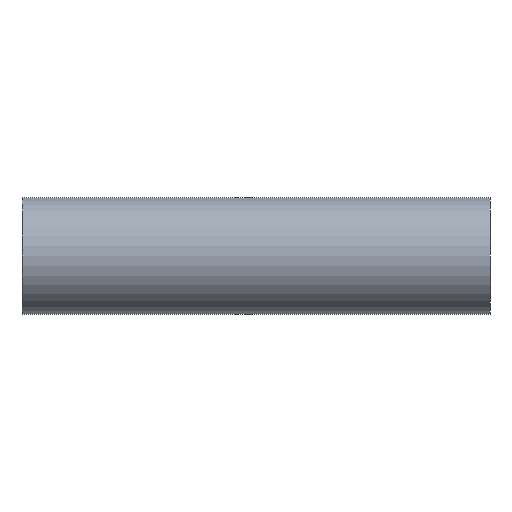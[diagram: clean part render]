
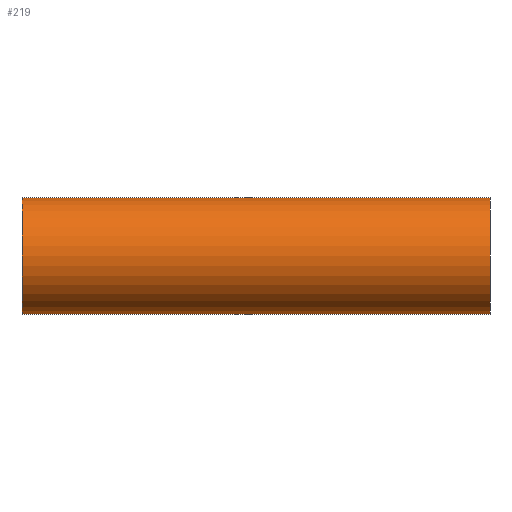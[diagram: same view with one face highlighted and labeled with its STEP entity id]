
A CAD part, left-side view. The second image highlights one B-rep face of the part: STEP entity #219.
In plain terms, the highlighted cylindrical face has radius 6.346 mm (diameter 12.692 mm), a partial arc.
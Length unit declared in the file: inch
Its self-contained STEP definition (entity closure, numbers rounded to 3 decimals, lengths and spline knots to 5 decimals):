
#2 = DIRECTION ( 'NONE',  ( 0., 1., 0. ) ) ;
#4 = CARTESIAN_POINT ( 'NONE',  ( 0., 2., -0.24985 ) ) ;
#7 = LINE ( 'NONE', #202, #145 ) ;
#9 = DIRECTION ( 'NONE',  ( 0., 0., 1. ) ) ;
#11 = CARTESIAN_POINT ( 'NONE',  ( 0., 2., 0. ) ) ;
#12 = CIRCLE ( 'NONE', #234, 0.24985 ) ;
#14 = CARTESIAN_POINT ( 'NONE',  ( 0., 0., -0.24985 ) ) ;
#17 = VECTOR ( 'NONE', #80, 39.37008 ) ;
#25 = LINE ( 'NONE', #118, #17 ) ;
#29 = VERTEX_POINT ( 'NONE', #113 ) ;
#37 = ORIENTED_EDGE ( 'NONE', *, *, #162, .F. ) ;
#38 = CARTESIAN_POINT ( 'NONE',  ( 0., 0., 0. ) ) ;
#42 = DIRECTION ( 'NONE',  ( 0., 0., -1. ) ) ;
#48 = VERTEX_POINT ( 'NONE', #114 ) ;
#52 = EDGE_LOOP ( 'NONE', ( #37, #92, #155, #127 ) ) ;
#56 = DIRECTION ( 'NONE',  ( 0., 0., 1. ) ) ;
#58 = DIRECTION ( 'NONE',  ( 0., 1., 0. ) ) ;
#80 = DIRECTION ( 'NONE',  ( 0., -1., 0. ) ) ;
#83 = AXIS2_PLACEMENT_3D ( 'NONE', #11, #58, #56 ) ;
#92 = ORIENTED_EDGE ( 'NONE', *, *, #151, .F. ) ;
#104 = DIRECTION ( 'NONE',  ( 0., -1., 0. ) ) ;
#112 = VERTEX_POINT ( 'NONE', #4 ) ;
#113 = CARTESIAN_POINT ( 'NONE',  ( 0., 2., 0.24985 ) ) ;
#114 = CARTESIAN_POINT ( 'NONE',  ( 0., 0., 0.24985 ) ) ;
#118 = CARTESIAN_POINT ( 'NONE',  ( 0., 2., -0.24985 ) ) ;
#119 = FACE_OUTER_BOUND ( 'NONE', #52, .T. ) ;
#124 = EDGE_CURVE ( 'NONE', #112, #138, #25, .T. ) ;
#127 = ORIENTED_EDGE ( 'NONE', *, *, #143, .T. ) ;
#133 = DIRECTION ( 'NONE',  ( 0., -1., 0. ) ) ;
#138 = VERTEX_POINT ( 'NONE', #14 ) ;
#143 = EDGE_CURVE ( 'NONE', #138, #48, #12, .T. ) ;
#145 = VECTOR ( 'NONE', #133, 39.37008 ) ;
#151 = EDGE_CURVE ( 'NONE', #112, #29, #153, .T. ) ;
#153 = CIRCLE ( 'NONE', #83, 0.24985 ) ;
#155 = ORIENTED_EDGE ( 'NONE', *, *, #124, .T. ) ;
#162 = EDGE_CURVE ( 'NONE', #29, #48, #7, .T. ) ;
#166 = CYLINDRICAL_SURFACE ( 'NONE', #221, 0.24985 ) ;
#177 = CARTESIAN_POINT ( 'NONE',  ( 0., 2., 0. ) ) ;
#202 = CARTESIAN_POINT ( 'NONE',  ( 0., 2., 0.24985 ) ) ;
#219 = ADVANCED_FACE ( 'NONE', ( #119 ), #166, .T. ) ;
#221 = AXIS2_PLACEMENT_3D ( 'NONE', #177, #104, #42 ) ;
#234 = AXIS2_PLACEMENT_3D ( 'NONE', #38, #2, #9 ) ;
